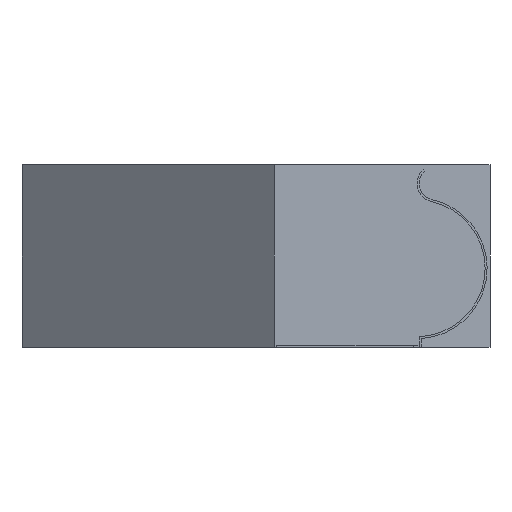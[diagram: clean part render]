
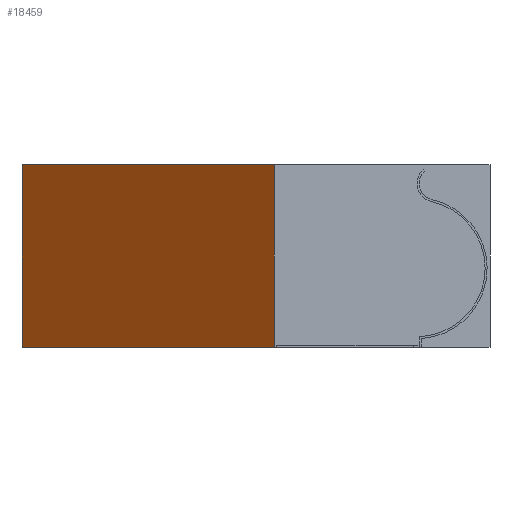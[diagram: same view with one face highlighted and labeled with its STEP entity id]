
A CAD part, left-side view. The second image highlights one B-rep face of the part: STEP entity #18459.
In plain terms, the highlighted face is planar.
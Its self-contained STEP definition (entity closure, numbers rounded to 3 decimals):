
#1820=ORIENTED_EDGE('',*,*,#7472,.T.);
#1821=ORIENTED_EDGE('',*,*,#7473,.F.);
#1822=ORIENTED_EDGE('',*,*,#7474,.F.);
#1823=ORIENTED_EDGE('',*,*,#7469,.T.);
#7469=EDGE_CURVE('',#10296,#10295,#12179,.T.);
#7472=EDGE_CURVE('',#10295,#10298,#12182,.T.);
#7473=EDGE_CURVE('',#10299,#10298,#12183,.T.);
#7474=EDGE_CURVE('',#10296,#10299,#12184,.T.);
#10295=VERTEX_POINT('',#27828);
#10296=VERTEX_POINT('',#27830);
#10298=VERTEX_POINT('',#27836);
#10299=VERTEX_POINT('',#27838);
#12179=LINE('',#27829,#13815);
#12182=LINE('',#27835,#13818);
#12183=LINE('',#27837,#13819);
#12184=LINE('',#27839,#13820);
#13815=VECTOR('',#21745,1000.);
#13818=VECTOR('',#21750,1000.);
#13819=VECTOR('',#21751,1000.);
#13820=VECTOR('',#21752,1000.);
#15451=EDGE_LOOP('',(#1820,#1821,#1822,#1823));
#16737=FACE_BOUND('',#15451,.T.);
#18023=PLANE('',#19518);
#18459=ADVANCED_FACE('',(#16737),#18023,.F.);
#19518=AXIS2_PLACEMENT_3D('',#27834,#21748,#21749);
#21745=DIRECTION('',(0.,1.,0.));
#21748=DIRECTION('',(0.,0.,1.));
#21749=DIRECTION('',(1.,0.,0.));
#21750=DIRECTION('',(1.,0.,0.));
#21751=DIRECTION('',(0.,1.,0.));
#21752=DIRECTION('',(1.,0.,0.));
#27828=CARTESIAN_POINT('',(-3.65,203.55,-4.31));
#27829=CARTESIAN_POINT('',(-3.65,-203.55,-4.31));
#27830=CARTESIAN_POINT('',(-3.65,-203.55,-4.31));
#27834=CARTESIAN_POINT('',(-3.65,-203.55,-4.31));
#27835=CARTESIAN_POINT('',(-3.65,203.55,-4.31));
#27836=CARTESIAN_POINT('',(3.65,203.55,-4.31));
#27837=CARTESIAN_POINT('',(3.65,-203.55,-4.31));
#27838=CARTESIAN_POINT('',(3.65,-203.55,-4.31));
#27839=CARTESIAN_POINT('',(-3.65,-203.55,-4.31));
